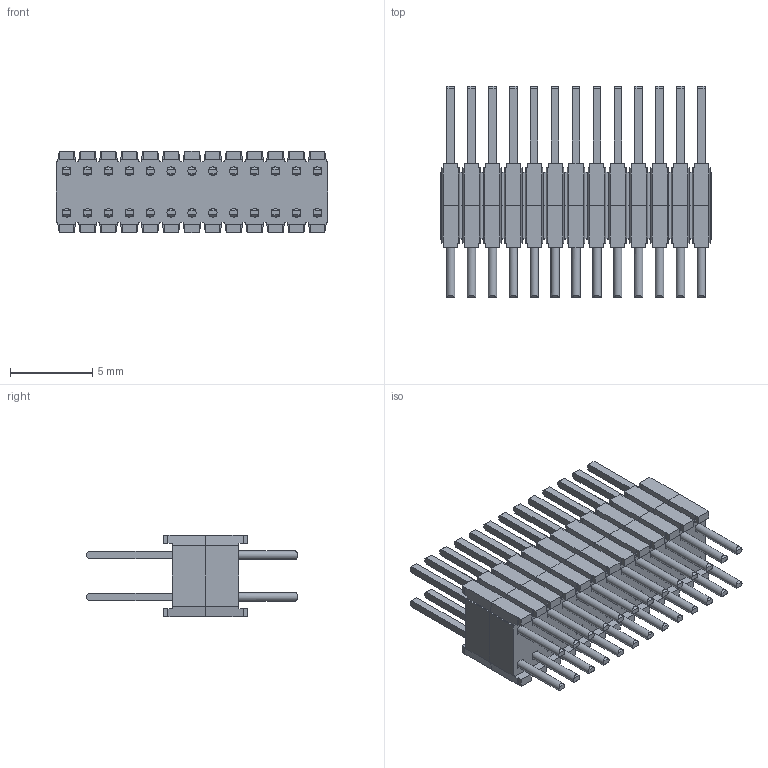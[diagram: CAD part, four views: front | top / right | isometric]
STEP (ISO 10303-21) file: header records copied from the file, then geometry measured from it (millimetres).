
FILE_DESCRIPTION(/* description */ ('STEP AP203'),/* implementation_level */ '2;1');
FILE_NAME(/* name */ 'DWM-13-53-L-D-200',/* time_stamp */ '2022-07-01T15:19:32+02:00',/* author */ ('License CC BY-ND 4.0'),/* organization */ ('CADENAS'),/* preprocessor_version */ 'ST-DEVELOPER v18.102',/* originating_system */ 'PARTsolutions',/* authorisation */ ' ');
FILE_SCHEMA (('CONFIG_CONTROL_DESIGN'));
Length unit declared in the file: inch
Products named in the file (3): DWM-13-53-L-D-200; DWM-113-D_stacker; T-1M6-13-53-D-200_DWM
Assembly tree (3 placements, depth 2):
  DWM-13-53-L-D-200
    DWM-113-D_stacker  x2
    T-1M6-13-53-D-200_DWM
Bounding box: 16.51 x 12.83 x 4.98 mm (x, y, z)
Volume: 397.5 mm3; surface area: 1513.4 mm2
Topology: 3 solids, 3 shells, 1114 faces, 3268 edges, 2160 vertices
Faces by surface type: plane 1088, cylinder 26
Full cylindrical faces by diameter (mm): 0.508 x26
Entity records: 23920 total; most frequent: CARTESIAN_POINT 4258, ORIENTED_EDGE 4224, DIRECTION 3742, EDGE_CURVE 2112, LINE 1978, VECTOR 1978, VERTEX_POINT 1398, AXIS2_PLACEMENT_3D 882
